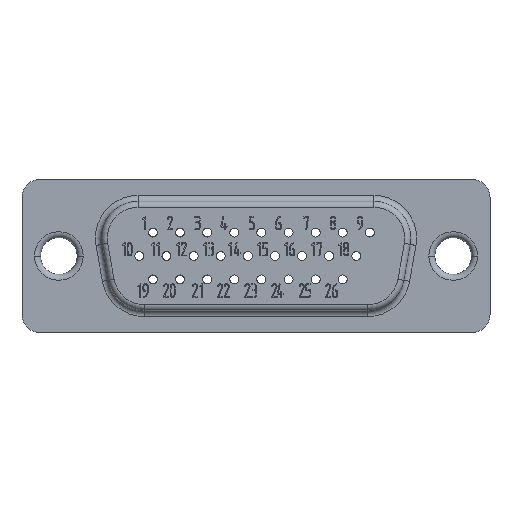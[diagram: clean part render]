
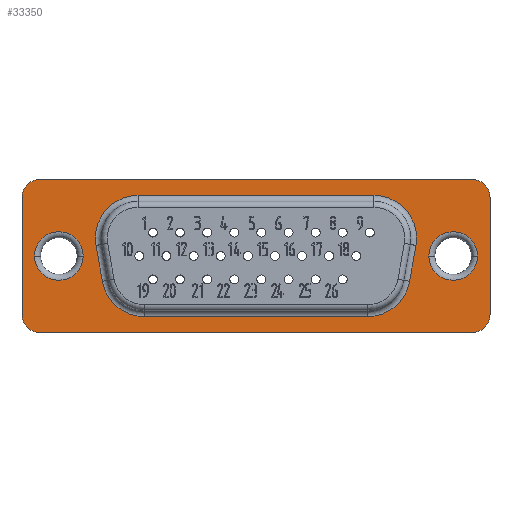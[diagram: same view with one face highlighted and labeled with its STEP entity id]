
A CAD part, front view. The second image highlights one B-rep face of the part: STEP entity #33350.
In plain terms, the highlighted face is planar.
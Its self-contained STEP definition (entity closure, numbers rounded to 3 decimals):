
#16120=CARTESIAN_POINT('',(-220.901,206.347,0.66));
#16130=DIRECTION('',(0.,0.,1.));
#16140=DIRECTION('',(1.,0.,0.));
#16150=AXIS2_PLACEMENT_3D('',#16120,#16130,#16140);
#16160=CIRCLE('',#16150,1.5);
#16170=CARTESIAN_POINT('',(-220.901,207.847,0.66));
#16180=VERTEX_POINT('',#16170);
#16190=CARTESIAN_POINT('',(-222.401,206.347,0.66));
#16200=VERTEX_POINT('',#16190);
#16210=EDGE_CURVE('',#16180,#16200,#16160,.T.);
#16660=CARTESIAN_POINT('',(-215.046,174.582,
0.66));
#16670=VERTEX_POINT('',#16660);
#16720=CARTESIAN_POINT('',(-194.125,170.893,
0.66));
#16730=DIRECTION('',(-0.985,0.174,0.));
#16740=VECTOR('',#16730,1.);
#16750=LINE('',#16720,#16740);
#16760=CARTESIAN_POINT('',(-218.076,175.116,
0.66));
#16770=VERTEX_POINT('',#16760);
#16780=EDGE_CURVE('',#16670,#16770,#16750,.T.);
#19870=CARTESIAN_POINT('',(-210.971,169.827,0.66));
#19880=DIRECTION('',(0.,0.,1.));
#19890=DIRECTION('',(1.,0.,0.));
#19900=AXIS2_PLACEMENT_3D('',#19870,#19880,#19890);
#19910=CIRCLE('',#19900,1.5);
#19920=CARTESIAN_POINT('',(-210.971,168.327,0.66));
#19930=VERTEX_POINT('',#19920);
#19940=CARTESIAN_POINT('',(-209.471,169.827,0.66));
#19950=VERTEX_POINT('',#19940);
#19960=EDGE_CURVE('',#19930,#19950,#19910,.T.);
#22420=CARTESIAN_POINT('',(-215.046,201.593,
0.66));
#22430=VERTEX_POINT('',#22420);
#22480=CARTESIAN_POINT('',(-214.421,198.047,0.66));
#22490=DIRECTION('',(0.,0.,1.));
#22500=DIRECTION('',(1.,0.,0.));
#22510=AXIS2_PLACEMENT_3D('',#22480,#22490,#22500);
#22520=CIRCLE('',#22510,3.6);
#22530=CARTESIAN_POINT('',(-210.821,198.047,0.66));
#22540=VERTEX_POINT('',#22530);
#22550=EDGE_CURVE('',#22540,#22430,#22520,.T.);
#22930=CARTESIAN_POINT('',(-215.936,206.787,0.66));
#22940=VERTEX_POINT('',#22930);
#23070=CARTESIAN_POINT('',(-215.936,202.687,0.66));
#23080=VERTEX_POINT('',#23070);
#23110=CARTESIAN_POINT('',(-215.936,204.737,0.66));
#23120=DIRECTION('',(0.,0.,1.));
#23130=DIRECTION('',(0.,1.,0.));
#23140=AXIS2_PLACEMENT_3D('',#23110,#23120,#23130);
#23150=CIRCLE('',#23140,2.05);
#23160=CARTESIAN_POINT('',(-217.986,204.737,0.66));
#23170=VERTEX_POINT('',#23160);
#23180=EDGE_CURVE('',#23170,#23080,#23150,.T.);
#23200=EDGE_CURVE('',#22940,#23170,#23150,.T.);
#25180=CARTESIAN_POINT('',(-221.051,197.513,
0.66));
#25190=VERTEX_POINT('',#25180);
#25240=CARTESIAN_POINT('',(-217.451,197.513,
0.66));
#25250=DIRECTION('',(0.,0.,-1.));
#25260=DIRECTION('',(-1.,0.,0.));
#25270=AXIS2_PLACEMENT_3D('',#25240,#25250,#25260);
#25280=CIRCLE('',#25270,3.6);
#25290=CARTESIAN_POINT('',(-218.076,201.058,
0.66));
#25300=VERTEX_POINT('',#25290);
#25310=EDGE_CURVE('',#25190,#25300,#25280,.T.);
#26540=CARTESIAN_POINT('',(-210.971,207.847,0.66));
#26550=VERTEX_POINT('',#26540);
#26580=CARTESIAN_POINT('',(-194.125,207.847,
0.66));
#26590=DIRECTION('',(1.,0.,0.));
#26600=VECTOR('',#26590,1.);
#26610=LINE('',#26580,#26600);
#26620=EDGE_CURVE('',#16180,#26550,#26610,.T.);
#26850=CARTESIAN_POINT('',(-221.051,178.662,
0.66));
#26860=VERTEX_POINT('',#26850);
#26910=CARTESIAN_POINT('',(-221.051,175.246,
0.66));
#26920=DIRECTION('',(0.,1.,0.));
#26930=VECTOR('',#26920,1.);
#26940=LINE('',#26910,#26930);
#26950=EDGE_CURVE('',#26860,#25190,#26940,.T.);
#27340=CARTESIAN_POINT('',(-222.401,169.827,0.66));
#27350=VERTEX_POINT('',#27340);
#27380=CARTESIAN_POINT('',(-220.901,169.827,0.66));
#27390=DIRECTION('',(0.,0.,-1.));
#27400=DIRECTION('',(-1.,0.,0.));
#27410=AXIS2_PLACEMENT_3D('',#27380,#27390,#27400);
#27420=CIRCLE('',#27410,1.5);
#27430=CARTESIAN_POINT('',(-220.901,168.327,0.66));
#27440=VERTEX_POINT('',#27430);
#27450=EDGE_CURVE('',#27440,#27350,#27420,.T.);
#28080=CARTESIAN_POINT('',(-210.821,175.246,
0.66));
#28090=DIRECTION('',(0.,1.,0.));
#28100=VECTOR('',#28090,1.);
#28110=LINE('',#28080,#28100);
#28120=CARTESIAN_POINT('',(-210.821,178.127,0.66));
#28130=VERTEX_POINT('',#28120);
#28140=EDGE_CURVE('',#28130,#22540,#28110,.T.);
#28860=CARTESIAN_POINT('',(-217.451,178.662,
0.66));
#28870=DIRECTION('',(0.,0.,-1.));
#28880=DIRECTION('',(-1.,0.,0.));
#28890=AXIS2_PLACEMENT_3D('',#28860,#28870,#28880);
#28900=CIRCLE('',#28890,3.6);
#28910=EDGE_CURVE('',#16770,#26860,#28900,.T.);
#31680=CARTESIAN_POINT('',(-194.125,205.281,
0.66));
#31690=DIRECTION('',(0.985,0.174,0.));
#31700=VECTOR('',#31690,1.);
#31710=LINE('',#31680,#31700);
#31720=EDGE_CURVE('',#25300,#22430,#31710,.T.);
#32300=CARTESIAN_POINT('',(-215.936,173.487,0.66));
#32310=VERTEX_POINT('',#32300);
#32440=CARTESIAN_POINT('',(-215.936,169.387,0.66));
#32450=VERTEX_POINT('',#32440);
#32480=CARTESIAN_POINT('',(-215.936,171.437,0.66));
#32490=DIRECTION('',(0.,0.,1.));
#32500=DIRECTION('',(0.,1.,0.));
#32510=AXIS2_PLACEMENT_3D('',#32480,#32490,#32500);
#32520=CIRCLE('',#32510,2.05);
#32530=CARTESIAN_POINT('',(-217.986,171.437,0.66));
#32540=VERTEX_POINT('',#32530);
#32550=EDGE_CURVE('',#32540,#32450,#32520,.T.);
#32570=EDGE_CURVE('',#32310,#32540,#32520,.T.);
#32690=CARTESIAN_POINT('',(-216.595,199.822,
0.66));
#32700=DIRECTION('',(0.,0.,1.));
#32710=DIRECTION('',(-1.,0.,0.));
#32720=AXIS2_PLACEMENT_3D('',#32690,#32700,#32710);
#32730=PLANE('',#32720);
#32740=ORIENTED_EDGE('',*,*,#32550,.F.);
#32750=EDGE_CURVE('',#32450,#32310,#32520,.T.);
#32760=ORIENTED_EDGE('',*,*,#32750,.F.);
#32770=ORIENTED_EDGE('',*,*,#32570,.F.);
#32780=EDGE_LOOP('',(#32770,#32760,#32740));
#32790=FACE_BOUND('',#32780,.T.);
#32800=ORIENTED_EDGE('',*,*,#25310,.T.);
#32810=ORIENTED_EDGE('',*,*,#26950,.T.);
#32820=ORIENTED_EDGE('',*,*,#28910,.T.);
#32830=ORIENTED_EDGE('',*,*,#16780,.T.);
#32840=CARTESIAN_POINT('',(-214.421,178.127,0.66));
#32850=DIRECTION('',(0.,0.,1.));
#32860=DIRECTION('',(1.,0.,0.));
#32870=AXIS2_PLACEMENT_3D('',#32840,#32850,#32860);
#32880=CIRCLE('',#32870,3.6);
#32890=EDGE_CURVE('',#16670,#28130,#32880,.T.);
#32900=ORIENTED_EDGE('',*,*,#32890,.F.);
#32910=ORIENTED_EDGE('',*,*,#28140,.F.);
#32920=ORIENTED_EDGE('',*,*,#22550,.F.);
#32930=ORIENTED_EDGE('',*,*,#31720,.T.);
#32940=EDGE_LOOP('',(#32930,#32920,#32910,#32900,#32830,#32820,#32810,
#32800));
#32950=FACE_BOUND('',#32940,.T.);
#32960=ORIENTED_EDGE('',*,*,#23180,.F.);
#32970=EDGE_CURVE('',#23080,#22940,#23150,.T.);
#32980=ORIENTED_EDGE('',*,*,#32970,.F.);
#32990=ORIENTED_EDGE('',*,*,#23200,.F.);
#33000=EDGE_LOOP('',(#32990,#32980,#32960));
#33010=FACE_BOUND('',#33000,.T.);
#33020=ORIENTED_EDGE('',*,*,#16210,.T.);
#33030=ORIENTED_EDGE('',*,*,#26620,.F.);
#33040=CARTESIAN_POINT('',(-210.971,206.347,0.66));
#33050=DIRECTION('',(0.,0.,-1.));
#33060=DIRECTION('',(-1.,0.,0.));
#33070=AXIS2_PLACEMENT_3D('',#33040,#33050,#33060);
#33080=CIRCLE('',#33070,1.5);
#33090=CARTESIAN_POINT('',(-209.471,206.347,0.66));
#33100=VERTEX_POINT('',#33090);
#33110=EDGE_CURVE('',#26550,#33100,#33080,.T.);
#33120=ORIENTED_EDGE('',*,*,#33110,.F.);
#33130=CARTESIAN_POINT('',(-209.471,175.246,
0.66));
#33140=DIRECTION('',(0.,-1.,0.));
#33150=VECTOR('',#33140,1.);
#33160=LINE('',#33130,#33150);
#33170=EDGE_CURVE('',#33100,#19950,#33160,.T.);
#33180=ORIENTED_EDGE('',*,*,#33170,.F.);
#33190=ORIENTED_EDGE('',*,*,#19960,.T.);
#33200=CARTESIAN_POINT('',(-194.125,168.327,
0.66));
#33210=DIRECTION('',(-1.,0.,0.));
#33220=VECTOR('',#33210,1.);
#33230=LINE('',#33200,#33220);
#33240=EDGE_CURVE('',#19930,#27440,#33230,.T.);
#33250=ORIENTED_EDGE('',*,*,#33240,.F.);
#33260=ORIENTED_EDGE('',*,*,#27450,.F.);
#33270=CARTESIAN_POINT('',(-222.401,175.246,
0.66));
#33280=DIRECTION('',(0.,1.,0.));
#33290=VECTOR('',#33280,1.);
#33300=LINE('',#33270,#33290);
#33310=EDGE_CURVE('',#27350,#16200,#33300,.T.);
#33320=ORIENTED_EDGE('',*,*,#33310,.F.);
#33330=EDGE_LOOP('',(#33320,#33260,#33250,#33190,#33180,#33120,#33030,
#33020));
#33340=FACE_OUTER_BOUND('',#33330,.T.);
#33350=ADVANCED_FACE('',(#32790,#32950,#33010,#33340),#32730,.T.);
